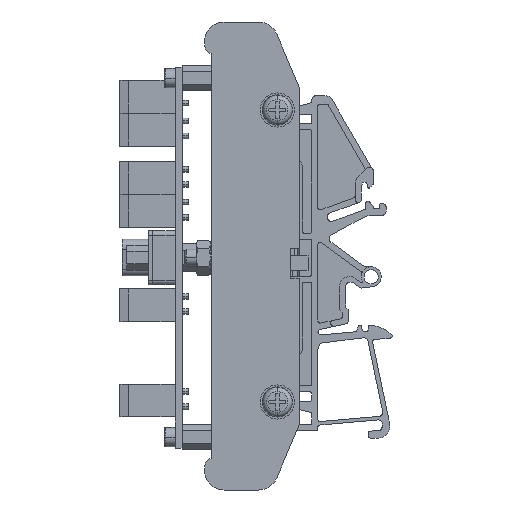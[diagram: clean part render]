
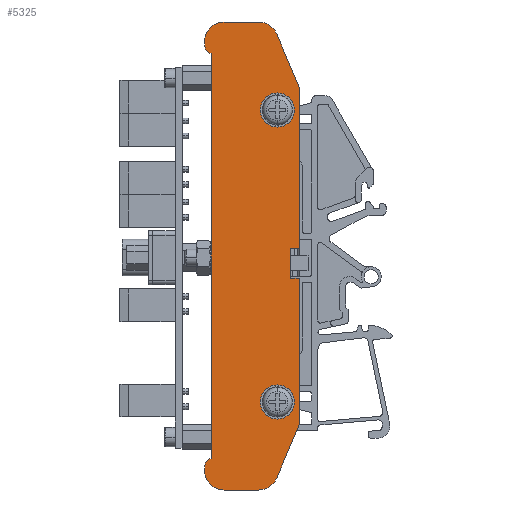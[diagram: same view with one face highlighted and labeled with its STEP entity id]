
A CAD part, left-side view. The second image highlights one B-rep face of the part: STEP entity #5325.
In plain terms, the highlighted face is planar.
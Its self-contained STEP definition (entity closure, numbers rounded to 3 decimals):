
#3429=CARTESIAN_POINT('',(27.2,87.85,11.05));
#3430=VERTEX_POINT('',#3429);
#3446=CARTESIAN_POINT('',(27.2,87.85,3.15));
#3447=VERTEX_POINT('',#3446);
#3454=CARTESIAN_POINT('',(27.2,87.85,7.1));
#3455=DIRECTION('',(-1.0,0.0,0.0));
#3456=DIRECTION('',(0.0,0.0,1.0));
#3457=AXIS2_PLACEMENT_3D('',#3454,#3455,#3456);
#3458=CIRCLE('',#3457,3.95);
#3459=EDGE_CURVE('',#3430,#3447,#3458,.T.);
#3513=CARTESIAN_POINT('',(27.2,20.35,11.05));
#3514=VERTEX_POINT('',#3513);
#3530=CARTESIAN_POINT('',(27.2,20.35,3.15));
#3531=VERTEX_POINT('',#3530);
#3538=CARTESIAN_POINT('',(27.2,20.35,7.1));
#3539=DIRECTION('',(-1.0,0.0,0.0));
#3540=DIRECTION('',(0.0,0.0,1.0));
#3541=AXIS2_PLACEMENT_3D('',#3538,#3539,#3540);
#3542=CIRCLE('',#3541,3.95);
#3543=EDGE_CURVE('',#3514,#3531,#3542,.T.);
#5130=CARTESIAN_POINT('',(27.2,-5.41,24.995));
#5131=DIRECTION('',(1.0,0.0,0.0));
#5132=DIRECTION('',(0.0,0.0,-1.0));
#5133=AXIS2_PLACEMENT_3D('',#5130,#5131,#5132);
#5134=PLANE('',#5133);
#5135=CARTESIAN_POINT('',(27.2,5.35,23.9));
#5136=VERTEX_POINT('',#5135);
#5137=CARTESIAN_POINT('',(27.2,4.5,23.9));
#5138=VERTEX_POINT('',#5137);
#5139=CARTESIAN_POINT('',(27.2,5.35,23.9));
#5140=DIRECTION('',(0.0,-1.0,0.0));
#5141=VECTOR('',#5140,0.85);
#5142=LINE('',#5139,#5141);
#5143=EDGE_CURVE('',#5136,#5138,#5142,.T.);
#5144=ORIENTED_EDGE('',*,*,#5143,.T.);
#5145=CARTESIAN_POINT('',(27.2,0.,19.4));
#5146=VERTEX_POINT('',#5145);
#5147=CARTESIAN_POINT('',(27.2,4.5,19.4));
#5148=DIRECTION('',(1.0,0.0,0.0));
#5149=DIRECTION('',(0.0,0.0,-1.0));
#5150=AXIS2_PLACEMENT_3D('',#5147,#5148,#5149);
#5151=CIRCLE('',#5150,4.5);
#5152=EDGE_CURVE('',#5138,#5146,#5151,.T.);
#5153=ORIENTED_EDGE('',*,*,#5152,.T.);
#5154=CARTESIAN_POINT('',(27.2,0.,11.407));
#5155=VERTEX_POINT('',#5154);
#5156=CARTESIAN_POINT('',(27.2,0.,19.4));
#5157=DIRECTION('',(0.0,0.0,-1.0));
#5158=VECTOR('',#5157,7.993);
#5159=LINE('',#5156,#5158);
#5160=EDGE_CURVE('',#5146,#5155,#5159,.T.);
#5161=ORIENTED_EDGE('',*,*,#5160,.T.);
#5162=CARTESIAN_POINT('',(27.2,2.741,7.265));
#5163=VERTEX_POINT('',#5162);
#5164=CARTESIAN_POINT('',(27.2,4.5,11.407));
#5165=DIRECTION('',(1.0,0.0,0.0));
#5166=DIRECTION('',(0.0,0.0,-1.0));
#5167=AXIS2_PLACEMENT_3D('',#5164,#5165,#5166);
#5168=CIRCLE('',#5167,4.5);
#5169=EDGE_CURVE('',#5155,#5163,#5168,.T.);
#5170=ORIENTED_EDGE('',*,*,#5169,.T.);
#5171=CARTESIAN_POINT('',(27.2,15.145,2.0));
#5172=VERTEX_POINT('',#5171);
#5173=CARTESIAN_POINT('',(27.2,2.741,7.265));
#5174=DIRECTION('',(0.0,0.921,-0.391));
#5175=VECTOR('',#5174,13.474);
#5176=LINE('',#5173,#5175);
#5177=EDGE_CURVE('',#5163,#5172,#5176,.T.);
#5178=ORIENTED_EDGE('',*,*,#5177,.T.);
#5179=CARTESIAN_POINT('',(27.2,48.927,2.0));
#5180=VERTEX_POINT('',#5179);
#5181=CARTESIAN_POINT('',(27.2,15.145,2.0));
#5182=DIRECTION('',(0.0,1.0,0.0));
#5183=VECTOR('',#5182,33.783);
#5184=LINE('',#5181,#5183);
#5185=EDGE_CURVE('',#5172,#5180,#5184,.T.);
#5186=ORIENTED_EDGE('',*,*,#5185,.T.);
#5187=CARTESIAN_POINT('',(27.2,48.927,3.803));
#5188=VERTEX_POINT('',#5187);
#5189=CARTESIAN_POINT('',(27.2,48.927,2.0));
#5190=DIRECTION('',(0.0,0.0,1.0));
#5191=VECTOR('',#5190,1.803);
#5192=LINE('',#5189,#5191);
#5193=EDGE_CURVE('',#5180,#5188,#5192,.T.);
#5194=ORIENTED_EDGE('',*,*,#5193,.T.);
#5195=CARTESIAN_POINT('',(27.2,49.124,4.));
#5196=VERTEX_POINT('',#5195);
#5197=CARTESIAN_POINT('',(27.2,49.124,3.803));
#5198=DIRECTION('',(1.0,0.0,0.0));
#5199=DIRECTION('',(0.0,0.0,-1.0));
#5200=AXIS2_PLACEMENT_3D('',#5197,#5198,#5199);
#5201=CIRCLE('',#5200,0.197);
#5202=EDGE_CURVE('',#5196,#5188,#5201,.T.);
#5203=ORIENTED_EDGE('',*,*,#5202,.F.);
#5204=CARTESIAN_POINT('',(27.2,55.676,4.));
#5205=VERTEX_POINT('',#5204);
#5206=CARTESIAN_POINT('',(27.2,49.124,4.));
#5207=DIRECTION('',(0.0,1.0,0.0));
#5208=VECTOR('',#5207,6.552);
#5209=LINE('',#5206,#5208);
#5210=EDGE_CURVE('',#5196,#5205,#5209,.T.);
#5211=ORIENTED_EDGE('',*,*,#5210,.T.);
#5212=CARTESIAN_POINT('',(27.2,55.873,3.803));
#5213=VERTEX_POINT('',#5212);
#5214=CARTESIAN_POINT('',(27.2,55.676,3.803));
#5215=DIRECTION('',(1.0,0.0,0.0));
#5216=DIRECTION('',(0.0,0.0,-1.0));
#5217=AXIS2_PLACEMENT_3D('',#5214,#5215,#5216);
#5218=CIRCLE('',#5217,0.197);
#5219=EDGE_CURVE('',#5213,#5205,#5218,.T.);
#5220=ORIENTED_EDGE('',*,*,#5219,.F.);
#5221=CARTESIAN_POINT('',(27.2,55.873,2.0));
#5222=VERTEX_POINT('',#5221);
#5223=CARTESIAN_POINT('',(27.2,55.873,3.803));
#5224=DIRECTION('',(0.0,0.0,-1.0));
#5225=VECTOR('',#5224,1.803);
#5226=LINE('',#5223,#5225);
#5227=EDGE_CURVE('',#5213,#5222,#5226,.T.);
#5228=ORIENTED_EDGE('',*,*,#5227,.T.);
#5229=CARTESIAN_POINT('',(27.2,93.055,2.));
#5230=VERTEX_POINT('',#5229);
#5231=CARTESIAN_POINT('',(27.2,55.873,2.0));
#5232=DIRECTION('',(0.0,1.0,0.0));
#5233=VECTOR('',#5232,37.182);
#5234=LINE('',#5231,#5233);
#5235=EDGE_CURVE('',#5222,#5230,#5234,.T.);
#5236=ORIENTED_EDGE('',*,*,#5235,.T.);
#5237=CARTESIAN_POINT('',(27.2,105.458,7.265));
#5238=VERTEX_POINT('',#5237);
#5239=CARTESIAN_POINT('',(27.2,93.055,2.));
#5240=DIRECTION('',(0.0,0.921,0.391));
#5241=VECTOR('',#5240,13.474);
#5242=LINE('',#5239,#5241);
#5243=EDGE_CURVE('',#5230,#5238,#5242,.T.);
#5244=ORIENTED_EDGE('',*,*,#5243,.T.);
#5245=CARTESIAN_POINT('',(27.2,108.199,11.407));
#5246=VERTEX_POINT('',#5245);
#5247=CARTESIAN_POINT('',(27.2,103.699,11.407));
#5248=DIRECTION('',(1.0,0.0,0.0));
#5249=DIRECTION('',(0.0,0.0,-1.0));
#5250=AXIS2_PLACEMENT_3D('',#5247,#5248,#5249);
#5251=CIRCLE('',#5250,4.5);
#5252=EDGE_CURVE('',#5238,#5246,#5251,.T.);
#5253=ORIENTED_EDGE('',*,*,#5252,.T.);
#5254=CARTESIAN_POINT('',(27.2,108.199,19.4));
#5255=VERTEX_POINT('',#5254);
#5256=CARTESIAN_POINT('',(27.2,108.199,11.407));
#5257=DIRECTION('',(0.0,0.0,1.0));
#5258=VECTOR('',#5257,7.993);
#5259=LINE('',#5256,#5258);
#5260=EDGE_CURVE('',#5246,#5255,#5259,.T.);
#5261=ORIENTED_EDGE('',*,*,#5260,.T.);
#5262=CARTESIAN_POINT('',(27.2,103.699,23.9));
#5263=VERTEX_POINT('',#5262);
#5264=CARTESIAN_POINT('',(27.2,103.699,19.4));
#5265=DIRECTION('',(1.0,0.0,0.0));
#5266=DIRECTION('',(0.0,0.0,-1.0));
#5267=AXIS2_PLACEMENT_3D('',#5264,#5265,#5266);
#5268=CIRCLE('',#5267,4.5);
#5269=EDGE_CURVE('',#5255,#5263,#5268,.T.);
#5270=ORIENTED_EDGE('',*,*,#5269,.T.);
#5271=CARTESIAN_POINT('',(27.2,102.85,23.9));
#5272=VERTEX_POINT('',#5271);
#5273=CARTESIAN_POINT('',(27.2,103.699,23.9));
#5274=DIRECTION('',(0.0,-1.0,0.0));
#5275=VECTOR('',#5274,0.85);
#5276=LINE('',#5273,#5275);
#5277=EDGE_CURVE('',#5263,#5272,#5276,.T.);
#5278=ORIENTED_EDGE('',*,*,#5277,.T.);
#5279=CARTESIAN_POINT('',(27.2,100.913,22.4));
#5280=VERTEX_POINT('',#5279);
#5281=CARTESIAN_POINT('',(27.2,102.85,21.9));
#5282=DIRECTION('',(1.0,0.0,0.0));
#5283=DIRECTION('',(0.0,0.0,-1.0));
#5284=AXIS2_PLACEMENT_3D('',#5281,#5282,#5283);
#5285=CIRCLE('',#5284,2.);
#5286=EDGE_CURVE('',#5272,#5280,#5285,.T.);
#5287=ORIENTED_EDGE('',*,*,#5286,.T.);
#5288=CARTESIAN_POINT('',(27.2,7.286,22.4));
#5289=VERTEX_POINT('',#5288);
#5290=CARTESIAN_POINT('',(27.2,100.913,22.4));
#5291=DIRECTION('',(0.0,-1.0,0.0));
#5292=VECTOR('',#5291,93.627);
#5293=LINE('',#5290,#5292);
#5294=EDGE_CURVE('',#5280,#5289,#5293,.T.);
#5295=ORIENTED_EDGE('',*,*,#5294,.T.);
#5296=CARTESIAN_POINT('',(27.2,5.35,21.9));
#5297=DIRECTION('',(1.0,0.0,0.0));
#5298=DIRECTION('',(0.0,0.0,-1.0));
#5299=AXIS2_PLACEMENT_3D('',#5296,#5297,#5298);
#5300=CIRCLE('',#5299,2.0);
#5301=EDGE_CURVE('',#5289,#5136,#5300,.T.);
#5302=ORIENTED_EDGE('',*,*,#5301,.T.);
#5303=EDGE_LOOP('',(#5144,#5153,#5161,#5170,#5178,#5186,#5194,#5203,#5211,#5220,#5228,#5236,#5244,#5253,#5261,#5270,#5278,#5287,#5295,#5302));
#5304=FACE_OUTER_BOUND('',#5303,.T.);
#5305=ORIENTED_EDGE('',*,*,#3459,.T.);
#5306=CARTESIAN_POINT('',(27.2,87.85,7.1));
#5307=DIRECTION('',(-1.0,0.0,0.0));
#5308=DIRECTION('',(0.0,0.0,1.0));
#5309=AXIS2_PLACEMENT_3D('',#5306,#5307,#5308);
#5310=CIRCLE('',#5309,3.95);
#5311=EDGE_CURVE('',#3447,#3430,#5310,.T.);
#5312=ORIENTED_EDGE('',*,*,#5311,.T.);
#5313=EDGE_LOOP('',(#5305,#5312));
#5314=FACE_BOUND('',#5313,.T.);
#5315=ORIENTED_EDGE('',*,*,#3543,.T.);
#5316=CARTESIAN_POINT('',(27.2,20.35,7.1));
#5317=DIRECTION('',(-1.0,0.0,0.0));
#5318=DIRECTION('',(0.0,0.0,1.0));
#5319=AXIS2_PLACEMENT_3D('',#5316,#5317,#5318);
#5320=CIRCLE('',#5319,3.95);
#5321=EDGE_CURVE('',#3531,#3514,#5320,.T.);
#5322=ORIENTED_EDGE('',*,*,#5321,.T.);
#5323=EDGE_LOOP('',(#5315,#5322));
#5324=FACE_BOUND('',#5323,.T.);
#5325=ADVANCED_FACE('',(#5304,#5314,#5324),#5134,.T.);
